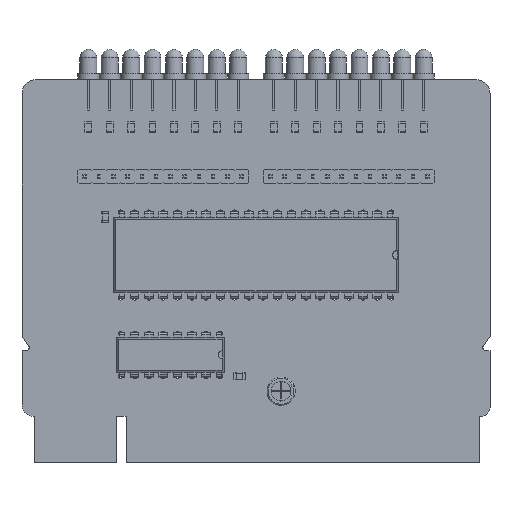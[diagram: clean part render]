
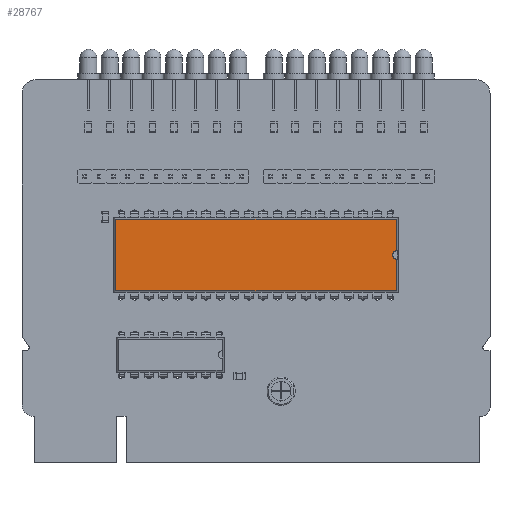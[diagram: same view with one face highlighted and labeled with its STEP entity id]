
A CAD part, top view. The second image highlights one B-rep face of the part: STEP entity #28767.
In plain terms, the highlighted planar face has unit normal (0, 0, 1).
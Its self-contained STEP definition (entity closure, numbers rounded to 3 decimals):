
#20343 = VERTEX_POINT('',#20344);
#20344 = CARTESIAN_POINT('',(13.952,0.871,3.68));
#20349 = EDGE_CURVE('',#20350,#20343,#20352,.T.);
#20350 = VERTEX_POINT('',#20351);
#20351 = CARTESIAN_POINT('',(13.952,-49.131,3.68));
#20352 = LINE('',#20353,#20354);
#20353 = CARTESIAN_POINT('',(13.952,-49.131,3.68));
#20354 = VECTOR('',#20355,1.);
#20355 = DIRECTION('',(0.,1.,0.));
#24309 = VERTEX_POINT('',#24310);
#24310 = CARTESIAN_POINT('',(1.288,0.871,3.68));
#24315 = EDGE_CURVE('',#24316,#24309,#24318,.T.);
#24316 = VERTEX_POINT('',#24317);
#24317 = CARTESIAN_POINT('',(6.874,0.871,3.68));
#24318 = LINE('',#24319,#24320);
#24319 = CARTESIAN_POINT('',(13.952,0.871,3.68));
#24320 = VECTOR('',#24321,1.);
#24321 = DIRECTION('',(-1.,0.,0.));
#24536 = VERTEX_POINT('',#24537);
#24537 = CARTESIAN_POINT('',(8.366,0.871,3.68));
#24641 = EDGE_CURVE('',#20343,#24536,#24642,.T.);
#24642 = LINE('',#24643,#24644);
#24643 = CARTESIAN_POINT('',(13.952,0.871,3.68));
#24644 = VECTOR('',#24645,1.);
#24645 = DIRECTION('',(-1.,0.,0.));
#24797 = VERTEX_POINT('',#24798);
#24798 = CARTESIAN_POINT('',(1.288,-49.131,3.68));
#24803 = EDGE_CURVE('',#24309,#24797,#24804,.T.);
#24804 = LINE('',#24805,#24806);
#24805 = CARTESIAN_POINT('',(1.288,0.871,3.68));
#24806 = VECTOR('',#24807,1.);
#24807 = DIRECTION('',(0.,-1.,0.));
#28756 = EDGE_CURVE('',#24797,#20350,#28757,.T.);
#28757 = LINE('',#28758,#28759);
#28758 = CARTESIAN_POINT('',(1.288,-49.131,3.68));
#28759 = VECTOR('',#28760,1.);
#28760 = DIRECTION('',(1.,0.,0.));
#28767 = ADVANCED_FACE('',(#28768),#28791,.F.);
#28768 = FACE_BOUND('',#28769,.F.);
#28769 = EDGE_LOOP('',(#28770,#28771,#28772,#28773,#28774,#28783,#28790)
  );
#28770 = ORIENTED_EDGE('',*,*,#20349,.F.);
#28771 = ORIENTED_EDGE('',*,*,#28756,.F.);
#28772 = ORIENTED_EDGE('',*,*,#24803,.F.);
#28773 = ORIENTED_EDGE('',*,*,#24315,.F.);
#28774 = ORIENTED_EDGE('',*,*,#28775,.F.);
#28775 = EDGE_CURVE('',#28776,#24316,#28778,.T.);
#28776 = VERTEX_POINT('',#28777);
#28777 = CARTESIAN_POINT('',(7.62,0.196,3.68));
#28778 = CIRCLE('',#28779,0.75);
#28779 = AXIS2_PLACEMENT_3D('',#28780,#28781,#28782);
#28780 = CARTESIAN_POINT('',(7.62,0.946,3.68));
#28781 = DIRECTION('',(0.,-0.,-1.));
#28782 = DIRECTION('',(0.,-1.,0.));
#28783 = ORIENTED_EDGE('',*,*,#28784,.F.);
#28784 = EDGE_CURVE('',#24536,#28776,#28785,.T.);
#28785 = CIRCLE('',#28786,0.75);
#28786 = AXIS2_PLACEMENT_3D('',#28787,#28788,#28789);
#28787 = CARTESIAN_POINT('',(7.62,0.946,3.68));
#28788 = DIRECTION('',(0.,-0.,-1.));
#28789 = DIRECTION('',(0.,-1.,0.));
#28790 = ORIENTED_EDGE('',*,*,#24641,.F.);
#28791 = PLANE('',#28792);
#28792 = AXIS2_PLACEMENT_3D('',#28793,#28794,#28795);
#28793 = CARTESIAN_POINT('',(13.952,-49.131,3.68));
#28794 = DIRECTION('',(-0.,0.,-1.));
#28795 = DIRECTION('',(-0.246,0.969,0.));
